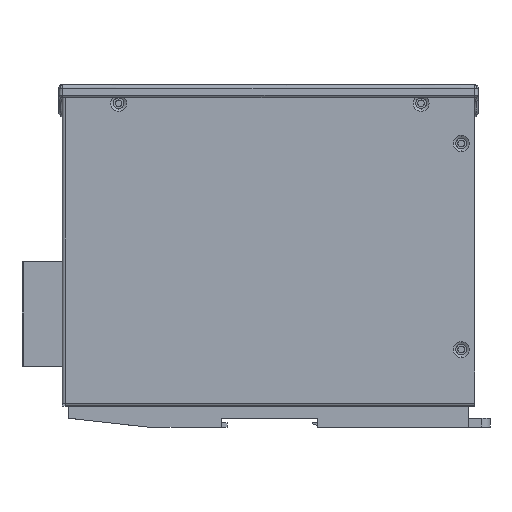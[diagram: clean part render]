
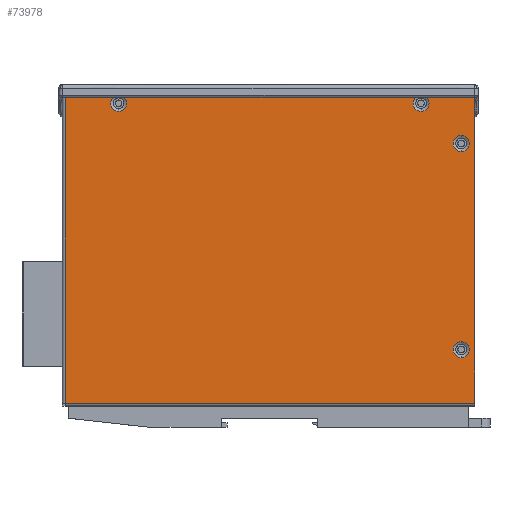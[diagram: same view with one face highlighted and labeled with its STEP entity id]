
A CAD part, left-side view. The second image highlights one B-rep face of the part: STEP entity #73978.
In plain terms, the highlighted face is planar.
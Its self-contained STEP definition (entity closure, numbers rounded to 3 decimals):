
#121 = DIRECTION ( 'NONE',  ( 0., 0., -1. ) ) ;
#326 = CIRCLE ( 'NONE', #13797, 3. ) ;
#741 = VERTEX_POINT ( 'NONE', #78991 ) ;
#3527 = LINE ( 'NONE', #23765, #46593 ) ;
#5107 = CARTESIAN_POINT ( 'NONE',  ( -57., 34., -1. ) ) ;
#6144 = DIRECTION ( 'NONE',  ( 0., -1., 0. ) ) ;
#6440 = EDGE_CURVE ( 'NONE', #77760, #741, #36868, .T. ) ;
#7228 = AXIS2_PLACEMENT_3D ( 'NONE', #82564, #6144, #69883 ) ;
#7654 = EDGE_CURVE ( 'NONE', #51934, #75132, #56387, .T. ) ;
#7903 = AXIS2_PLACEMENT_3D ( 'NONE', #55980, #82568, #44126 ) ;
#9009 = DIRECTION ( 'NONE',  ( 0., -1., 0. ) ) ;
#9471 = CIRCLE ( 'NONE', #56665, 3. ) ;
#10345 = EDGE_LOOP ( 'NONE', ( #66927, #52619 ) ) ;
#10951 = VERTEX_POINT ( 'NONE', #55210 ) ;
#11238 = DIRECTION ( 'NONE',  ( -1., 0., 0. ) ) ;
#12070 = EDGE_CURVE ( 'NONE', #61703, #36882, #69929, .T. ) ;
#13109 = VERTEX_POINT ( 'NONE', #5107 ) ;
#13697 = DIRECTION ( 'NONE',  ( 0., -1., 0. ) ) ;
#13797 = AXIS2_PLACEMENT_3D ( 'NONE', #68983, #23824, #30171 ) ;
#14373 = VERTEX_POINT ( 'NONE', #25663 ) ;
#14730 = EDGE_LOOP ( 'NONE', ( #80641, #25600 ) ) ;
#14746 = CARTESIAN_POINT ( 'NONE',  ( -77., 34., -116. ) ) ;
#14993 = CARTESIAN_POINT ( 'NONE',  ( -75., 34., 1. ) ) ;
#15150 = EDGE_CURVE ( 'NONE', #14373, #13109, #326, .T. ) ;
#16814 = VECTOR ( 'NONE', #11238, 1000. ) ;
#16960 = DIRECTION ( 'NONE',  ( 0., 0., 1. ) ) ;
#19298 = CARTESIAN_POINT ( 'NONE',  ( -72., 34., -96. ) ) ;
#21247 = DIRECTION ( 'NONE',  ( 0., 0., 1. ) ) ;
#23716 = DIRECTION ( 'NONE',  ( 0., 1., 0. ) ) ;
#23765 = CARTESIAN_POINT ( 'NONE',  ( -77., 34., 1. ) ) ;
#23824 = DIRECTION ( 'NONE',  ( 0., -1., 0. ) ) ;
#24300 = FACE_BOUND ( 'NONE', #46109, .T. ) ;
#24930 = CIRCLE ( 'NONE', #39733, 3. ) ;
#24937 = DIRECTION ( 'NONE',  ( 0., 0., -1. ) ) ;
#25440 = LINE ( 'NONE', #51594, #52901 ) ;
#25600 = ORIENTED_EDGE ( 'NONE', *, *, #61162, .T. ) ;
#25663 = CARTESIAN_POINT ( 'NONE',  ( -57., 34., -7. ) ) ;
#26873 = CARTESIAN_POINT ( 'NONE',  ( 56., 34., -1. ) ) ;
#28128 = CARTESIAN_POINT ( 'NONE',  ( -72., 34., -16. ) ) ;
#30105 = DIRECTION ( 'NONE',  ( 1., 0., 0. ) ) ;
#30171 = DIRECTION ( 'NONE',  ( 0., 0., -1. ) ) ;
#31263 = DIRECTION ( 'NONE',  ( 0., -1., 0. ) ) ;
#32307 = VERTEX_POINT ( 'NONE', #28128 ) ;
#34747 = DIRECTION ( 'NONE',  ( 0., 0., -1. ) ) ;
#36544 = FACE_BOUND ( 'NONE', #10345, .T. ) ;
#36712 = EDGE_CURVE ( 'NONE', #53988, #32307, #55967, .T. ) ;
#36868 = CIRCLE ( 'NONE', #7228, 3. ) ;
#36882 = VERTEX_POINT ( 'NONE', #53959 ) ;
#36976 = FACE_BOUND ( 'NONE', #45875, .T. ) ;
#37148 = EDGE_CURVE ( 'NONE', #13109, #14373, #70867, .T. ) ;
#37785 = PLANE ( 'NONE',  #7903 ) ;
#38274 = AXIS2_PLACEMENT_3D ( 'NONE', #19298, #70808, #76719 ) ;
#38420 = DIRECTION ( 'NONE',  ( 0., -1., 0. ) ) ;
#38504 = AXIS2_PLACEMENT_3D ( 'NONE', #83086, #76735, #64881 ) ;
#39733 = AXIS2_PLACEMENT_3D ( 'NONE', #41088, #9009, #34747 ) ;
#41080 = LINE ( 'NONE', #67679, #65979 ) ;
#41088 = CARTESIAN_POINT ( 'NONE',  ( -72., 34., -19. ) ) ;
#41556 = VERTEX_POINT ( 'NONE', #49270 ) ;
#43051 = AXIS2_PLACEMENT_3D ( 'NONE', #61293, #23716, #16960 ) ;
#43291 = FACE_BOUND ( 'NONE', #14730, .T. ) ;
#44126 = DIRECTION ( 'NONE',  ( 0., 0., 1. ) ) ;
#45619 = AXIS2_PLACEMENT_3D ( 'NONE', #52102, #13697, #46996 ) ;
#45875 = EDGE_LOOP ( 'NONE', ( #77016, #56197 ) ) ;
#46109 = EDGE_LOOP ( 'NONE', ( #68277, #63611 ) ) ;
#46593 = VECTOR ( 'NONE', #30105, 1000. ) ;
#46996 = DIRECTION ( 'NONE',  ( 0., 0., -1. ) ) ;
#48550 = CARTESIAN_POINT ( 'NONE',  ( -72., 34., -99. ) ) ;
#49120 = ORIENTED_EDGE ( 'NONE', *, *, #80771, .T. ) ;
#49270 = CARTESIAN_POINT ( 'NONE',  ( -77., 34., -1. ) ) ;
#50003 = CARTESIAN_POINT ( 'NONE',  ( 75.9, 34., -116. ) ) ;
#50020 = EDGE_CURVE ( 'NONE', #75132, #41556, #41080, .T. ) ;
#51482 = CARTESIAN_POINT ( 'NONE',  ( 56., 34., -4. ) ) ;
#51594 = CARTESIAN_POINT ( 'NONE',  ( 75.9, 34., 1. ) ) ;
#51934 = VERTEX_POINT ( 'NONE', #50003 ) ;
#52102 = CARTESIAN_POINT ( 'NONE',  ( -72., 34., -96. ) ) ;
#52619 = ORIENTED_EDGE ( 'NONE', *, *, #37148, .T. ) ;
#52901 = VECTOR ( 'NONE', #121, 1000. ) ;
#53959 = CARTESIAN_POINT ( 'NONE',  ( -72., 34., -93. ) ) ;
#53988 = VERTEX_POINT ( 'NONE', #70073 ) ;
#55210 = CARTESIAN_POINT ( 'NONE',  ( 75.9, 34., 1. ) ) ;
#55967 = CIRCLE ( 'NONE', #78875, 3. ) ;
#55980 = CARTESIAN_POINT ( 'NONE',  ( -77., 34., -117.1 ) ) ;
#56197 = ORIENTED_EDGE ( 'NONE', *, *, #72073, .T. ) ;
#56387 = LINE ( 'NONE', #82152, #16814 ) ;
#56665 = AXIS2_PLACEMENT_3D ( 'NONE', #51482, #38420, #57009 ) ;
#57009 = DIRECTION ( 'NONE',  ( 0., 0., -1. ) ) ;
#59415 = VERTEX_POINT ( 'NONE', #14993 ) ;
#59662 = ORIENTED_EDGE ( 'NONE', *, *, #50020, .T. ) ;
#59989 = EDGE_CURVE ( 'NONE', #59415, #10951, #3527, .T. ) ;
#61162 = EDGE_CURVE ( 'NONE', #32307, #53988, #24930, .T. ) ;
#61293 = CARTESIAN_POINT ( 'NONE',  ( -75., 34., -1. ) ) ;
#61703 = VERTEX_POINT ( 'NONE', #48550 ) ;
#62730 = FACE_OUTER_BOUND ( 'NONE', #68357, .T. ) ;
#63611 = ORIENTED_EDGE ( 'NONE', *, *, #6440, .T. ) ;
#63883 = CIRCLE ( 'NONE', #38274, 3. ) ;
#64881 = DIRECTION ( 'NONE',  ( 0., 0., -1. ) ) ;
#65979 = VECTOR ( 'NONE', #21247, 1000. ) ;
#66927 = ORIENTED_EDGE ( 'NONE', *, *, #15150, .T. ) ;
#67679 = CARTESIAN_POINT ( 'NONE',  ( -77., 34., -117.1 ) ) ;
#68277 = ORIENTED_EDGE ( 'NONE', *, *, #77254, .T. ) ;
#68357 = EDGE_LOOP ( 'NONE', ( #59662, #71788, #72814, #49120, #76380 ) ) ;
#68983 = CARTESIAN_POINT ( 'NONE',  ( -57., 34., -4. ) ) ;
#69883 = DIRECTION ( 'NONE',  ( 0., 0., -1. ) ) ;
#69929 = CIRCLE ( 'NONE', #45619, 3. ) ;
#70073 = CARTESIAN_POINT ( 'NONE',  ( -72., 34., -22. ) ) ;
#70808 = DIRECTION ( 'NONE',  ( 0., -1., 0. ) ) ;
#70867 = CIRCLE ( 'NONE', #38504, 3. ) ;
#71324 = CARTESIAN_POINT ( 'NONE',  ( -72., 34., -19. ) ) ;
#71788 = ORIENTED_EDGE ( 'NONE', *, *, #74878, .T. ) ;
#72073 = EDGE_CURVE ( 'NONE', #36882, #61703, #63883, .T. ) ;
#72814 = ORIENTED_EDGE ( 'NONE', *, *, #59989, .T. ) ;
#73978 = ADVANCED_FACE ( 'NONE', ( #36976, #43291, #36544, #24300, #62730 ), #37785, .T. ) ;
#74878 = EDGE_CURVE ( 'NONE', #41556, #59415, #79444, .T. ) ;
#75132 = VERTEX_POINT ( 'NONE', #14746 ) ;
#76380 = ORIENTED_EDGE ( 'NONE', *, *, #7654, .T. ) ;
#76719 = DIRECTION ( 'NONE',  ( 0., 0., -1. ) ) ;
#76735 = DIRECTION ( 'NONE',  ( 0., -1., 0. ) ) ;
#77016 = ORIENTED_EDGE ( 'NONE', *, *, #12070, .T. ) ;
#77254 = EDGE_CURVE ( 'NONE', #741, #77760, #9471, .T. ) ;
#77760 = VERTEX_POINT ( 'NONE', #26873 ) ;
#78875 = AXIS2_PLACEMENT_3D ( 'NONE', #71324, #31263, #24937 ) ;
#78991 = CARTESIAN_POINT ( 'NONE',  ( 56., 34., -7. ) ) ;
#79444 = CIRCLE ( 'NONE', #43051, 2. ) ;
#80641 = ORIENTED_EDGE ( 'NONE', *, *, #36712, .T. ) ;
#80771 = EDGE_CURVE ( 'NONE', #10951, #51934, #25440, .T. ) ;
#82152 = CARTESIAN_POINT ( 'NONE',  ( 75.9, 34., -116. ) ) ;
#82564 = CARTESIAN_POINT ( 'NONE',  ( 56., 34., -4. ) ) ;
#82568 = DIRECTION ( 'NONE',  ( 0., 1., 0. ) ) ;
#83086 = CARTESIAN_POINT ( 'NONE',  ( -57., 34., -4. ) ) ;
